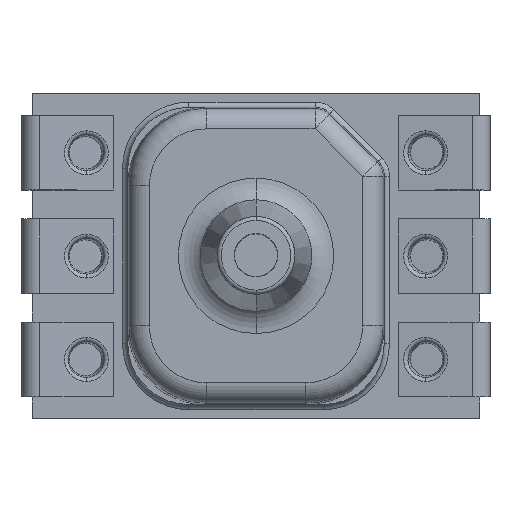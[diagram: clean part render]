
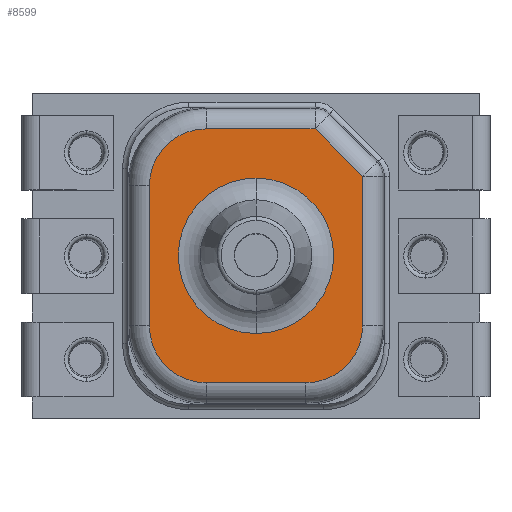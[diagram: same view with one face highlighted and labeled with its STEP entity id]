
A CAD part, top view. The second image highlights one B-rep face of the part: STEP entity #8599.
In plain terms, the highlighted planar face has unit normal (0, 0, 1).
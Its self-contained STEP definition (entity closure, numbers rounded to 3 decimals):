
#1313=CARTESIAN_POINT('',(28.821,-41.721,2.33));
#1314=DIRECTION('',(0.,0.,-1.));
#1315=DIRECTION('',(1.,0.,0.));
#1316=AXIS2_PLACEMENT_3D('',#1313,#1314,#1315);
#1328=DIRECTION('',(-1.,0.,0.));
#1329=VECTOR('',#1328,2.441);
#1330=CARTESIAN_POINT('',(28.82,-43.12,2.33));
#1331=LINE('',#1330,#1329);
#1356=CARTESIAN_POINT('',(27.6,-40.,2.33));
#1357=DIRECTION('',(0.,0.,-1.));
#1358=DIRECTION('',(-0.018,-1.,0.));
#1359=AXIS2_PLACEMENT_3D('',#1356,#1357,#1358);
#1361=CARTESIAN_POINT('',(27.6,-40.,2.33));
#1362=DIRECTION('',(0.,0.,-1.));
#1363=DIRECTION('',(0.018,1.,0.));
#1364=AXIS2_PLACEMENT_3D('',#1361,#1362,#1363);
#1366=DIRECTION('',(-0.707,0.707,0.));
#1367=VECTOR('',#1366,1.654);
#1368=CARTESIAN_POINT('',(30.22,-38.049,2.33));
#1369=LINE('',#1368,#1367);
#1370=CARTESIAN_POINT('',(26.379,-41.721,2.33));
#1371=DIRECTION('',(0.,0.,1.));
#1372=DIRECTION('',(-1.,0.,0.));
#1373=AXIS2_PLACEMENT_3D('',#1370,#1371,#1372);
#1380=CARTESIAN_POINT('',(27.6,-40.,2.33));
#1381=DIRECTION('',(0.,0.,1.));
#1382=DIRECTION('',(0.018,1.,0.));
#1383=AXIS2_PLACEMENT_3D('',#1380,#1381,#1382);
#1400=CARTESIAN_POINT('',(27.6,-40.,2.33));
#1401=DIRECTION('',(0.,0.,1.));
#1402=DIRECTION('',(-0.018,-1.,0.));
#1403=AXIS2_PLACEMENT_3D('',#1400,#1401,#1402);
#1600=DIRECTION('',(0.,-1.,0.));
#1601=VECTOR('',#1600,3.671);
#1602=CARTESIAN_POINT('',(30.22,-38.049,2.33));
#1603=LINE('',#1602,#1601);
#1619=DIRECTION('',(1.,0.,0.));
#1620=VECTOR('',#1619,2.671);
#1621=CARTESIAN_POINT('',(26.38,-36.88,2.33));
#1622=LINE('',#1621,#1620);
#1627=CARTESIAN_POINT('',(26.379,-38.279,2.33));
#1628=DIRECTION('',(0.,0.,-1.));
#1629=DIRECTION('',(-1.,0.,0.));
#1630=AXIS2_PLACEMENT_3D('',#1627,#1628,#1629);
#1642=DIRECTION('',(0.,1.,0.));
#1643=VECTOR('',#1642,3.441);
#1644=CARTESIAN_POINT('',(24.98,-41.72,2.33));
#1645=LINE('',#1644,#1643);
#5629=CARTESIAN_POINT('',(26.38,-43.12,2.33));
#5630=VERTEX_POINT('',#5629);
#5631=CARTESIAN_POINT('',(24.98,-41.72,2.33));
#5632=VERTEX_POINT('',#5631);
#5633=CARTESIAN_POINT('',(28.82,-43.12,2.33));
#5634=VERTEX_POINT('',#5633);
#5637=CARTESIAN_POINT('',(30.22,-38.049,2.33));
#5638=CARTESIAN_POINT('',(30.22,-41.72,2.33));
#5639=VERTEX_POINT('',#5637);
#5640=VERTEX_POINT('',#5638);
#5641=CARTESIAN_POINT('',(24.98,-38.28,2.33));
#5642=VERTEX_POINT('',#5641);
#5643=CARTESIAN_POINT('',(26.38,-36.88,2.33));
#5644=VERTEX_POINT('',#5643);
#5645=CARTESIAN_POINT('',(29.051,-36.88,2.33));
#5646=VERTEX_POINT('',#5645);
#5647=CARTESIAN_POINT('',(27.566,-41.91,2.33));
#5648=CARTESIAN_POINT('',(27.6,-41.91,2.33));
#5649=VERTEX_POINT('',#5647);
#5650=VERTEX_POINT('',#5648);
#5651=CARTESIAN_POINT('',(27.6,-38.09,2.33));
#5652=VERTEX_POINT('',#5651);
#5653=CARTESIAN_POINT('',(27.634,-38.09,2.33));
#5654=VERTEX_POINT('',#5653);
#8569=CARTESIAN_POINT('',(27.6,-40.,2.33));
#8570=DIRECTION('',(0.,0.,1.));
#8571=DIRECTION('',(0.,-1.,0.));
#8572=AXIS2_PLACEMENT_3D('',#8569,#8570,#8571);
#8573=PLANE('',#8572);
#8575=ORIENTED_EDGE('',*,*,#8574,.F.);
#8577=ORIENTED_EDGE('',*,*,#8576,.T.);
#8578=ORIENTED_EDGE('',*,*,#8534,.T.);
#8579=ORIENTED_EDGE('',*,*,#8548,.T.);
#8580=ORIENTED_EDGE('',*,*,#8560,.F.);
#8582=ORIENTED_EDGE('',*,*,#8581,.T.);
#8584=ORIENTED_EDGE('',*,*,#8583,.T.);
#8586=ORIENTED_EDGE('',*,*,#8585,.T.);
#8587=EDGE_LOOP('',(#8575,#8577,#8578,#8579,#8580,#8582,#8584,#8586));
#8588=FACE_OUTER_BOUND('',#8587,.F.);
#8590=ORIENTED_EDGE('',*,*,#8589,.T.);
#8592=ORIENTED_EDGE('',*,*,#8591,.F.);
#8594=ORIENTED_EDGE('',*,*,#8593,.T.);
#8596=ORIENTED_EDGE('',*,*,#8595,.F.);
#8597=EDGE_LOOP('',(#8590,#8592,#8594,#8596));
#8598=FACE_BOUND('',#8597,.F.);
#8599=ADVANCED_FACE('',(#8588,#8598),#8573,.T.);
#1317=CIRCLE('',#1316,1.4);
#1360=CIRCLE('',#1359,1.91);
#1365=CIRCLE('',#1364,1.91);
#1374=CIRCLE('',#1373,1.4);
#1384=CIRCLE('',#1383,1.91);
#1404=CIRCLE('',#1403,1.91);
#1631=CIRCLE('',#1630,1.4);
#8534=EDGE_CURVE('',#5640,#5634,#1317,.T.);
#8548=EDGE_CURVE('',#5634,#5630,#1331,.T.);
#8560=EDGE_CURVE('',#5632,#5630,#1374,.T.);
#8574=EDGE_CURVE('',#5639,#5646,#1369,.T.);
#8576=EDGE_CURVE('',#5639,#5640,#1603,.T.);
#8581=EDGE_CURVE('',#5632,#5642,#1645,.T.);
#8583=EDGE_CURVE('',#5642,#5644,#1631,.T.);
#8585=EDGE_CURVE('',#5644,#5646,#1622,.T.);
#8589=EDGE_CURVE('',#5654,#5652,#1384,.T.);
#8591=EDGE_CURVE('',#5649,#5652,#1360,.T.);
#8593=EDGE_CURVE('',#5649,#5650,#1404,.T.);
#8595=EDGE_CURVE('',#5654,#5650,#1365,.T.);
